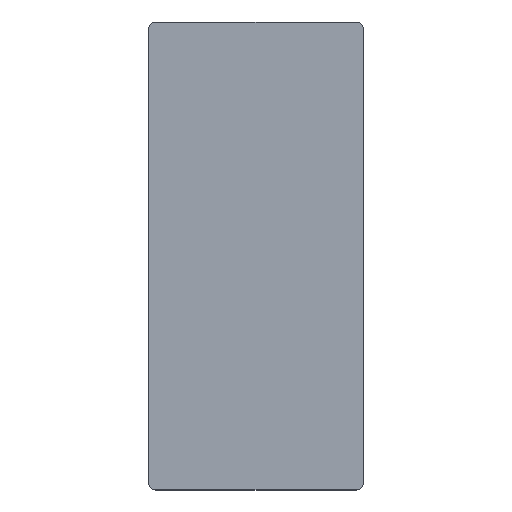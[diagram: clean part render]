
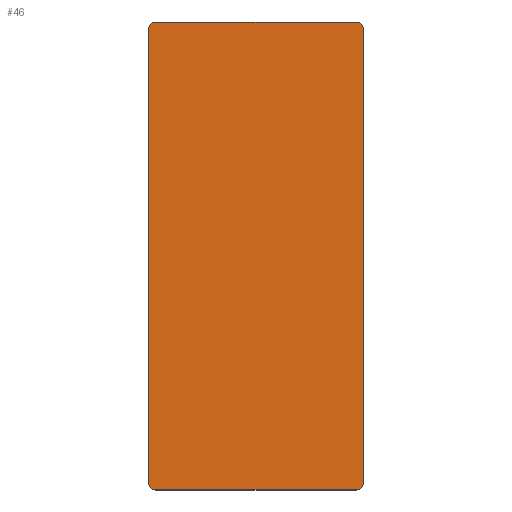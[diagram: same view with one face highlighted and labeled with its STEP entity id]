
A CAD part, top view. The second image highlights one B-rep face of the part: STEP entity #46.
In plain terms, the highlighted planar face has unit normal (0, 0, 1).
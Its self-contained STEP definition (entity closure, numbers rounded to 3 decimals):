
#46=ADVANCED_FACE('',(#62),#56,.T.);
#56=PLANE('',#215);
#62=FACE_OUTER_BOUND('',#72,.T.);
#72=EDGE_LOOP('',(#90,#91,#92,#93,#94,#95,#96,#97));
#82=CIRCLE('',#211,0.3);
#83=CIRCLE('',#212,0.3);
#84=CIRCLE('',#213,0.3);
#85=CIRCLE('',#214,0.3);
#90=ORIENTED_EDGE('',*,*,#154,.T.);
#91=ORIENTED_EDGE('',*,*,#155,.T.);
#92=ORIENTED_EDGE('',*,*,#156,.T.);
#93=ORIENTED_EDGE('',*,*,#157,.T.);
#94=ORIENTED_EDGE('',*,*,#158,.T.);
#95=ORIENTED_EDGE('',*,*,#159,.T.);
#96=ORIENTED_EDGE('',*,*,#160,.T.);
#97=ORIENTED_EDGE('',*,*,#161,.T.);
#138=VERTEX_POINT('',#285);
#139=VERTEX_POINT('',#286);
#140=VERTEX_POINT('',#288);
#141=VERTEX_POINT('',#290);
#142=VERTEX_POINT('',#292);
#143=VERTEX_POINT('',#294);
#144=VERTEX_POINT('',#296);
#145=VERTEX_POINT('',#298);
#154=EDGE_CURVE('',#138,#139,#178,.T.);
#155=EDGE_CURVE('',#139,#140,#82,.T.);
#156=EDGE_CURVE('',#140,#141,#179,.T.);
#157=EDGE_CURVE('',#141,#142,#83,.T.);
#158=EDGE_CURVE('',#142,#143,#180,.T.);
#159=EDGE_CURVE('',#143,#144,#84,.T.);
#160=EDGE_CURVE('',#144,#145,#181,.T.);
#161=EDGE_CURVE('',#145,#138,#85,.T.);
#178=LINE('',#284,#194);
#179=LINE('',#289,#195);
#180=LINE('',#293,#196);
#181=LINE('',#297,#197);
#194=VECTOR('',#231,1.);
#195=VECTOR('',#234,1.);
#196=VECTOR('',#237,1.);
#197=VECTOR('',#240,1.);
#211=AXIS2_PLACEMENT_3D('',#287,#232,#233);
#212=AXIS2_PLACEMENT_3D('',#291,#235,#236);
#213=AXIS2_PLACEMENT_3D('',#295,#238,#239);
#214=AXIS2_PLACEMENT_3D('',#299,#241,#242);
#215=AXIS2_PLACEMENT_3D('',#300,#243,#244);
#231=DIRECTION('',(0.,-1.,0.));
#232=DIRECTION('',(0.,0.,1.));
#233=DIRECTION('',(-1.,0.,0.));
#234=DIRECTION('',(1.,0.,0.));
#235=DIRECTION('',(0.,0.,1.));
#236=DIRECTION('',(0.,-1.,0.));
#237=DIRECTION('',(0.,1.,0.));
#238=DIRECTION('',(0.,0.,1.));
#239=DIRECTION('',(1.,0.,0.));
#240=DIRECTION('',(-1.,0.,0.));
#241=DIRECTION('',(0.,0.,1.));
#242=DIRECTION('',(0.,1.,0.));
#243=DIRECTION('',(0.,0.,1.));
#244=DIRECTION('',(-1.,0.,0.));
#284=CARTESIAN_POINT('',(-4.65,9.85,0.));
#285=CARTESIAN_POINT('',(-4.65,9.85,0.));
#286=CARTESIAN_POINT('',(-4.65,-9.85,0.));
#287=CARTESIAN_POINT('',(-4.35,-9.85,0.));
#288=CARTESIAN_POINT('',(-4.35,-10.15,0.));
#289=CARTESIAN_POINT('',(-4.35,-10.15,0.));
#290=CARTESIAN_POINT('',(4.35,-10.15,0.));
#291=CARTESIAN_POINT('',(4.35,-9.85,0.));
#292=CARTESIAN_POINT('',(4.65,-9.85,0.));
#293=CARTESIAN_POINT('',(4.65,-9.85,0.));
#294=CARTESIAN_POINT('',(4.65,9.85,0.));
#295=CARTESIAN_POINT('',(4.35,9.85,0.));
#296=CARTESIAN_POINT('',(4.35,10.15,0.));
#297=CARTESIAN_POINT('',(4.35,10.15,0.));
#298=CARTESIAN_POINT('',(-4.35,10.15,0.));
#299=CARTESIAN_POINT('',(-4.35,9.85,0.));
#300=CARTESIAN_POINT('',(0.,0.,0.));
